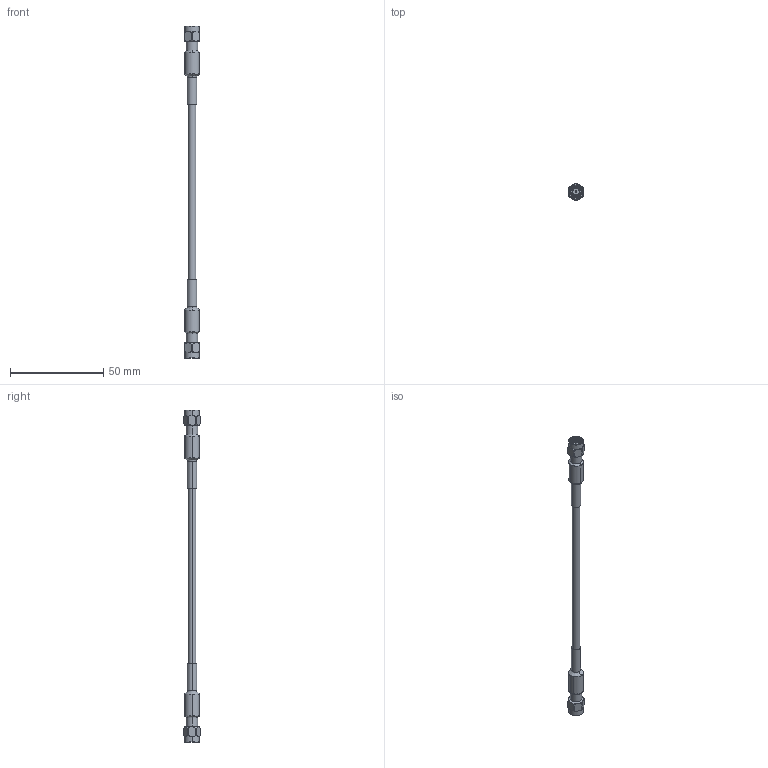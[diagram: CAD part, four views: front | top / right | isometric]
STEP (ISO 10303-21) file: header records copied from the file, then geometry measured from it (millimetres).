
FILE_DESCRIPTION (( 'STEP AP203' ), '1' );
FILE_NAME ('PE300.step', '2019-03-11T15:22:04', ( '' ), ( '' ), 'SwSTEP 2.0', 'SolidWorks 2017', '' );
FILE_SCHEMA (( 'CONFIG_CONTROL_DESIGN' ));
Length unit declared in the file: inch
Products named in the file (4): PE44850; Coax Cable_PE-P141; PE300; Heatshrink sleeve^PE300
Assembly tree (5 placements, depth 2):
  PE300
    Coax Cable_PE-P141
    PE44850  x2
    Heatshrink sleeve^PE300  x2
Bounding box: 8 x 9.07 x 177.8 mm (x, y, z)
Volume: 5190.3 mm3; surface area: 5148.6 mm2
Topology: 5 solids, 5 shells, 190 faces, 472 edges, 306 vertices
Faces by surface type: cylinder 90, plane 54, cone 24, bspline 14, torus 8
Entity records: 4449 total; most frequent: CARTESIAN_POINT 1750, ORIENTED_EDGE 478, DIRECTION 470, EDGE_CURVE 239, AXIS2_PLACEMENT_3D 190, VERTEX_POINT 155, EDGE_LOOP 104, ADVANCED_FACE 97
